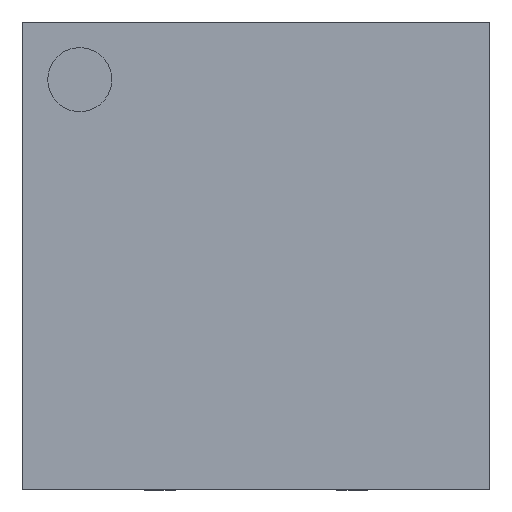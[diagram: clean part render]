
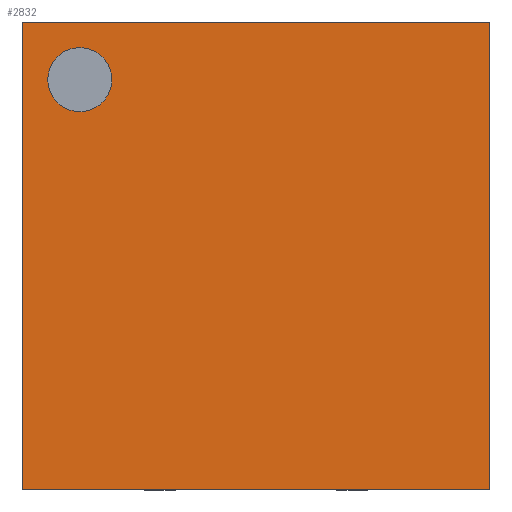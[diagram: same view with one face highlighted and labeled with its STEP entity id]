
A CAD part, top view. The second image highlights one B-rep face of the part: STEP entity #2832.
In plain terms, the highlighted planar face has unit normal (0, 0, 1).
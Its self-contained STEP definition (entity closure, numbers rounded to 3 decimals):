
#916=CARTESIAN_POINT('',(-1.125,1.375,1.));
#917=VERTEX_POINT('',#916);
#933=CARTESIAN_POINT('',(-1.625,1.375,1.));
#934=VERTEX_POINT('',#933);
#941=CARTESIAN_POINT('',(-1.375,1.375,1.));
#942=DIRECTION('',(0.0,0.0,-1.0));
#943=DIRECTION('',(1.0,0.0,0.0));
#944=AXIS2_PLACEMENT_3D('',#941,#942,#943);
#945=CIRCLE('',#944,0.25);
#946=EDGE_CURVE('',#917,#934,#945,.T.);
#957=CARTESIAN_POINT('',(-1.375,1.375,1.));
#958=DIRECTION('',(0.0,0.0,-1.0));
#959=DIRECTION('',(1.0,0.0,0.0));
#960=AXIS2_PLACEMENT_3D('',#957,#958,#959);
#961=CIRCLE('',#960,0.25);
#962=EDGE_CURVE('',#934,#917,#961,.T.);
#2583=CARTESIAN_POINT('',(-1.825,1.825,1.));
#2584=VERTEX_POINT('',#2583);
#2591=CARTESIAN_POINT('',(1.825,1.825,1.));
#2592=VERTEX_POINT('',#2591);
#2593=CARTESIAN_POINT('',(-1.825,1.825,1.));
#2594=DIRECTION('',(1.0,0.0,0.0));
#2595=VECTOR('',#2594,3.65);
#2596=LINE('',#2593,#2595);
#2597=EDGE_CURVE('',#2584,#2592,#2596,.T.);
#2676=CARTESIAN_POINT('',(1.825,-1.825,1.));
#2677=VERTEX_POINT('',#2676);
#2678=CARTESIAN_POINT('',(1.825,1.825,1.));
#2679=DIRECTION('',(0.0,-1.0,0.0));
#2680=VECTOR('',#2679,3.65);
#2681=LINE('',#2678,#2680);
#2682=EDGE_CURVE('',#2592,#2677,#2681,.T.);
#2725=CARTESIAN_POINT('',(-1.825,-1.825,1.));
#2726=VERTEX_POINT('',#2725);
#2727=CARTESIAN_POINT('',(1.825,-1.825,1.));
#2728=DIRECTION('',(-1.0,0.0,0.0));
#2729=VECTOR('',#2728,3.65);
#2730=LINE('',#2727,#2729);
#2731=EDGE_CURVE('',#2677,#2726,#2730,.T.);
#2792=CARTESIAN_POINT('',(-1.825,-1.825,1.));
#2793=DIRECTION('',(0.0,1.0,0.0));
#2794=VECTOR('',#2793,3.65);
#2795=LINE('',#2792,#2794);
#2796=EDGE_CURVE('',#2726,#2584,#2795,.T.);
#2817=CARTESIAN_POINT('',(0.0,0.,1.));
#2818=DIRECTION('',(0.0,0.0,1.0));
#2819=DIRECTION('',(1.0,0.0,0.0));
#2820=AXIS2_PLACEMENT_3D('',#2817,#2818,#2819);
#2821=PLANE('',#2820);
#2822=ORIENTED_EDGE('',*,*,#2796,.F.);
#2823=ORIENTED_EDGE('',*,*,#2731,.F.);
#2824=ORIENTED_EDGE('',*,*,#2682,.F.);
#2825=ORIENTED_EDGE('',*,*,#2597,.F.);
#2826=EDGE_LOOP('',(#2822,#2823,#2824,#2825));
#2827=FACE_OUTER_BOUND('',#2826,.T.);
#2828=ORIENTED_EDGE('',*,*,#946,.T.);
#2829=ORIENTED_EDGE('',*,*,#962,.T.);
#2830=EDGE_LOOP('',(#2828,#2829));
#2831=FACE_BOUND('',#2830,.T.);
#2832=ADVANCED_FACE('',(#2827,#2831),#2821,.T.);
